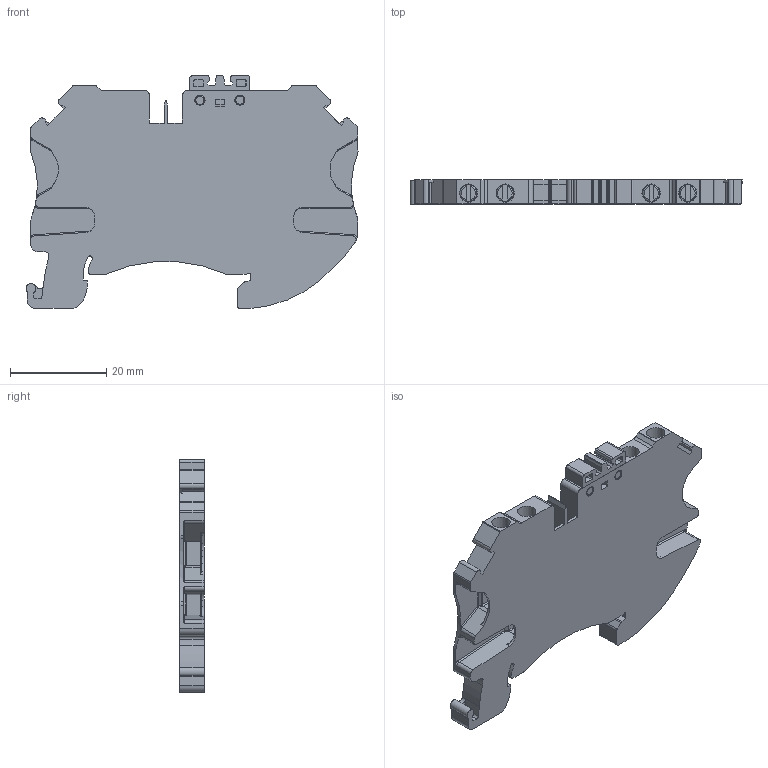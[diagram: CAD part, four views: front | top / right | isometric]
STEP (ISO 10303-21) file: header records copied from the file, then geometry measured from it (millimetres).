
FILE_DESCRIPTION(/* description */ ('Unknown'),/* implementation_level */ '2;1');
FILE_NAME(/* name */ 'TQKFT2_5-2X2_3D_SOLID',/* time_stamp */ '2021-04-28T12:19:19+06:00',/* author */ ('Unknown'),/* organization */ ('Unknown'),/* preprocessor_version */ 'ST-DEVELOPER v16.7',/* originating_system */ 'DEX',/* authorisation */ $);
FILE_SCHEMA (('TECHNICAL_DATA_PACKAGING','AUTOMOTIVE_DESIGN {1 0 10303 214 3 1 1}'));
Length unit declared in the file: millimetre
Products named in the file (1): TQKFT2.5-2X2_SOLID
Bounding box: 68.99 x 5 x 48.36 mm (x, y, z)
Volume: 10532.7 mm3; surface area: 8584.8 mm2
Topology: 1 solids, 1 shells, 480 faces, 1315 edges, 849 vertices
Faces by surface type: plane 248, cylinder 164, torus 24, bspline 19, sphere 13, cone 12
Full cylindrical faces by diameter (mm): 2 x2, 2.1 x2, 3.5 x4, 3.8 x4
Entity records: 18745 total; most frequent: CARTESIAN_POINT 3298, ORIENTED_EDGE 2550, DIRECTION 2489, EDGE_CURVE 1275, AXIS2_PLACEMENT_3D 850, VERTEX_POINT 835, LINE 789, VECTOR 789
